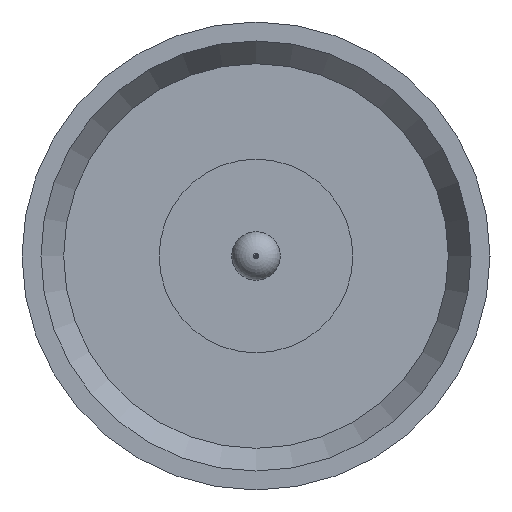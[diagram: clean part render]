
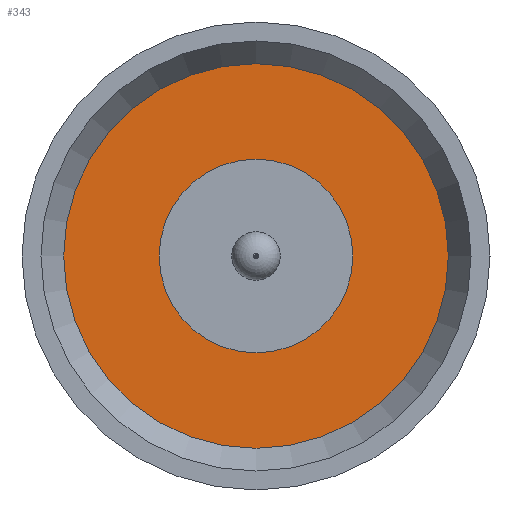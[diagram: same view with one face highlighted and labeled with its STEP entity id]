
A CAD part, left-side view. The second image highlights one B-rep face of the part: STEP entity #343.
In plain terms, the highlighted planar face has unit normal (-1, 0, 0).
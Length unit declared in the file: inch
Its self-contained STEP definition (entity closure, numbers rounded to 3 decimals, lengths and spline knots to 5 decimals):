
#24 = PLANE ( 'NONE',  #377 ) ;
#28 = DIRECTION ( 'NONE',  ( -1., 0., 0. ) ) ;
#66 = DIRECTION ( 'NONE',  ( -1., 0., 0. ) ) ;
#70 = CARTESIAN_POINT ( 'NONE',  ( 0.06968, 0., 0.03 ) ) ;
#138 = VERTEX_POINT ( 'NONE', #70 ) ;
#164 = DIRECTION ( 'NONE',  ( 0., 0., 1. ) ) ;
#167 = CARTESIAN_POINT ( 'NONE',  ( 0.06968, -0.06249, 0. ) ) ;
#177 = EDGE_LOOP ( 'NONE', ( #194 ) ) ;
#194 = ORIENTED_EDGE ( 'NONE', *, *, #347, .F. ) ;
#208 = CIRCLE ( 'NONE', #336, 0.03 ) ;
#281 = DIRECTION ( 'NONE',  ( 1., 0., 0. ) ) ;
#297 = EDGE_CURVE ( 'NONE', #386, #386, #327, .T. ) ;
#313 = FACE_OUTER_BOUND ( 'NONE', #369, .T. ) ;
#327 = CIRCLE ( 'NONE', #449, 0.06249 ) ;
#336 = AXIS2_PLACEMENT_3D ( 'NONE', #375, #66, #164 ) ;
#342 = CARTESIAN_POINT ( 'NONE',  ( 0.06968, 0., 0. ) ) ;
#343 = ADVANCED_FACE ( 'NONE', ( #381, #313 ), #24, .F. ) ;
#347 = EDGE_CURVE ( 'NONE', #138, #138, #208, .T. ) ;
#348 = DIRECTION ( 'NONE',  ( 0., 0., 1. ) ) ;
#369 = EDGE_LOOP ( 'NONE', ( #400 ) ) ;
#375 = CARTESIAN_POINT ( 'NONE',  ( 0.06968, 0., 0. ) ) ;
#377 = AXIS2_PLACEMENT_3D ( 'NONE', #167, #281, #379 ) ;
#379 = DIRECTION ( 'NONE',  ( 0., 1., 0. ) ) ;
#381 = FACE_BOUND ( 'NONE', #177, .T. ) ;
#383 = CARTESIAN_POINT ( 'NONE',  ( 0.06968, 0., 0.06249 ) ) ;
#386 = VERTEX_POINT ( 'NONE', #383 ) ;
#400 = ORIENTED_EDGE ( 'NONE', *, *, #297, .T. ) ;
#449 = AXIS2_PLACEMENT_3D ( 'NONE', #342, #28, #348 ) ;
